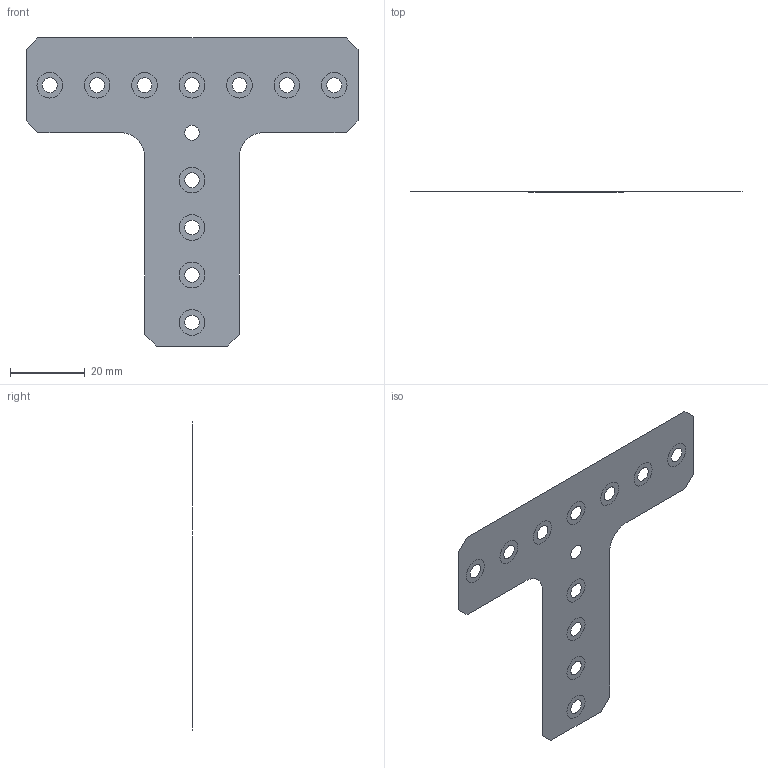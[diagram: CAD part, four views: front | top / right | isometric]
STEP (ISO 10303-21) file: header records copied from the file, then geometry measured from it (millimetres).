
FILE_DESCRIPTION (( 'STEP AP203' ), '1' );
FILE_NAME ('tubesection_bolted_c.STEP', '2020-08-15T18:35:36', ( '' ), ( '' ), 'SwSTEP 2.0', 'SolidWorks 2018', '' );
FILE_SCHEMA (( 'CONFIG_CONTROL_DESIGN' ));
Length unit declared in the file: inch
Products named in the file (1): tubesection_bolted_c
Bounding box: 88.9 x 0 x 82.55 mm (x, y, z)
Surface area: 3548.3 mm2 (no closed solid volume)
Topology: 0 solids, 1 shells, 12 faces, 62 edges, 62 vertices
Faces by surface type: plane 12
Entity records: 795 total; most frequent: CARTESIAN_POINT 137, DIRECTION 136, ORIENTED_EDGE 84, VERTEX_POINT 62, EDGE_CURVE 62, AXIS2_PLACEMENT_3D 61, CIRCLE 48, EDGE_LOOP 35
